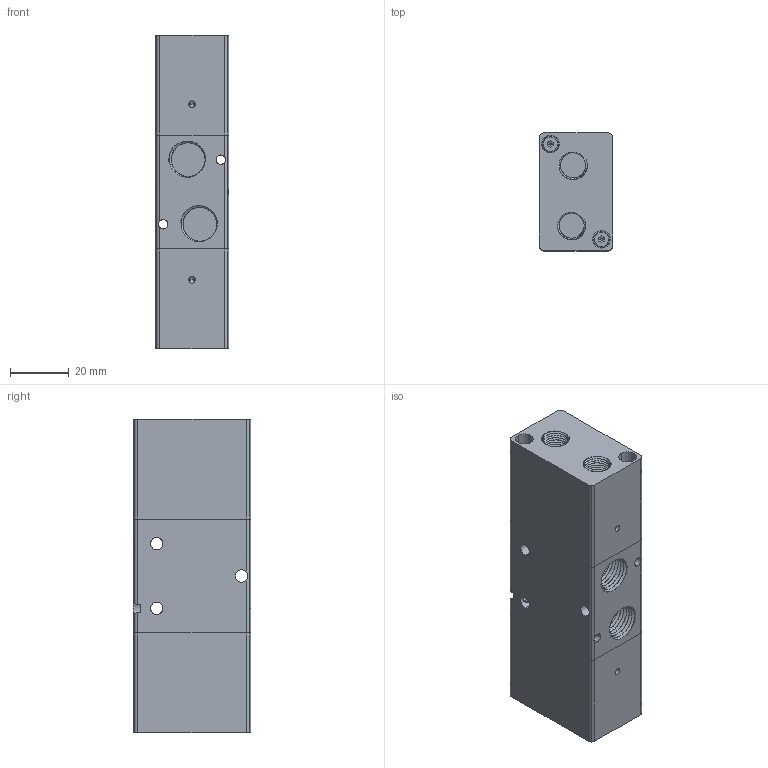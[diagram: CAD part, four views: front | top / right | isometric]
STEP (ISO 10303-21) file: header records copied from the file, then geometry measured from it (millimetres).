
FILE_DESCRIPTION((''),'2;1');
FILE_NAME('01_011_4.stp','2003-01-01T20:43:29',('Branislav Petkovic'),('AZ Pneumatica'),'AutoCAD STEP 2000i','AutoCAD 2000i','Via J. F. Kennedy, 26, 20020 Misinto (MI), ITALY');
FILE_SCHEMA(('CONFIG_CONTROL_DESIGN'));
Length unit declared in the file: millimetre
Products named in the file (5): 01_011_4; X22 PNEUMATIKA-OR; PART2; 322 TELO; PART1
Assembly tree (5 placements, depth 3):
  01_011_4
    X22 PNEUMATIKA-OR  x2
      PART2
    322 TELO
      PART1
Bounding box: 25 x 40 x 106.8 mm (x, y, z)
Surface area: 26247.3 mm2 (no closed solid volume)
Topology: 0 solids, 3 shells, 477 faces, 1346 edges, 892 vertices
Faces by surface type: cylinder 353, plane 84, bspline 22, cone 18
Entity records: 24590 total; most frequent: CARTESIAN_POINT 16985, ORIENTED_EDGE 1778, DIRECTION 1256, EDGE_CURVE 889, VERTEX_POINT 591, AXIS2_PLACEMENT_3D 473, B_SPLINE_CURVE_WITH_KNOTS 390, EDGE_LOOP 336
